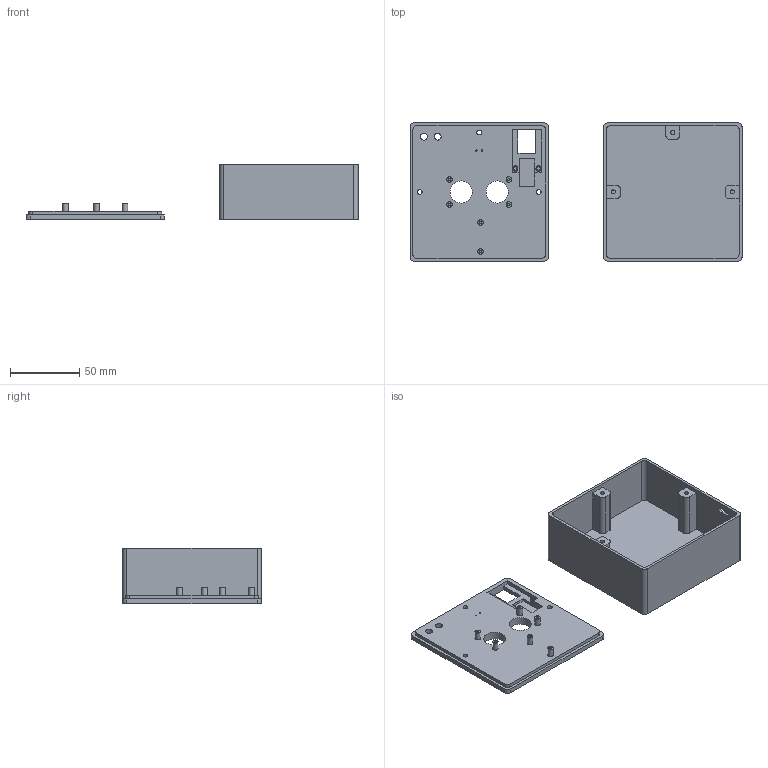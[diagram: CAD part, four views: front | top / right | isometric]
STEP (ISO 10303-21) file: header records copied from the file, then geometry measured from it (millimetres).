
FILE_DESCRIPTION(/* description */ (''),/* implementation_level */ '2;1');
FILE_NAME(/* name */ 'Caixa_projeto_IoT v5.step',/* time_stamp */ '2023-05-23T12:15:56-03:00',/* author */ (''),/* organization */ (''),/* preprocessor_version */ 'ST-DEVELOPER v19.2',/* originating_system */ 'Autodesk Translation Framework v12.4.0.73',/* authorisation */ '');
FILE_SCHEMA (('AUTOMOTIVE_DESIGN { 1 0 10303 214 3 1 1 }'));
Length unit declared in the file: millimetre
Products named in the file (2): Caixa_projeto_IoT; Componente2
Assembly tree (1 placements, depth 2):
  Caixa_projeto_IoT
    Componente2
Bounding box: 240 x 100 x 40 mm (x, y, z)
Volume: 137928.9 mm3; surface area: 74973.9 mm2
Topology: 4 solids, 4 shells, 129 faces, 304 edges, 202 vertices
Faces by surface type: plane 75, cylinder 54
Full cylindrical faces by diameter (mm): 1 x2, 1.623 x6, 2.529 x2, 2.93 x3, 3.5 x3, 4 x8, 5 x3, 6 x3, 16 x2
Entity records: 3836 total; most frequent: DIRECTION 680, CARTESIAN_POINT 638, ORIENTED_EDGE 608, EDGE_CURVE 304, AXIS2_PLACEMENT_3D 244, VERTEX_POINT 202, LINE 192, VECTOR 192
